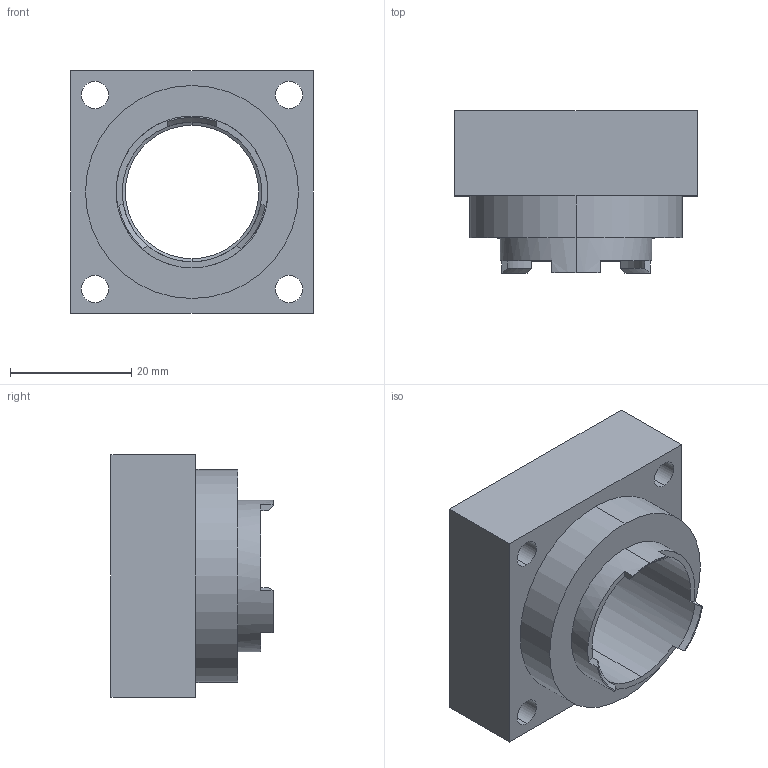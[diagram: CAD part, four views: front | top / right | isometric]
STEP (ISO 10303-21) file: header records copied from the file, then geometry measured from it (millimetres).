
FILE_DESCRIPTION (( 'STEP AP214' ), '1' );
FILE_NAME ('2020-020.STEP', '2020-04-10T11:30:12', ( '' ), ( '' ), 'SwSTEP 2.0', 'SolidWorks 2014', '' );
FILE_SCHEMA (( 'AUTOMOTIVE_DESIGN' ));
Length unit declared in the file: millimetre
Products named in the file (2): 2020-020
Bounding box: 40 x 26.7 x 40 mm (x, y, z)
Volume: 20097.2 mm3; surface area: 8246.6 mm2
Topology: 1 solids, 1 shells, 40 faces, 107 edges, 70 vertices
Faces by surface type: plane 19, cylinder 16, cone 5
Entity records: 1341 total; most frequent: CARTESIAN_POINT 237, DIRECTION 232, ORIENTED_EDGE 214, EDGE_CURVE 107, AXIS2_PLACEMENT_3D 89, VERTEX_POINT 70, LINE 54, VECTOR 54
